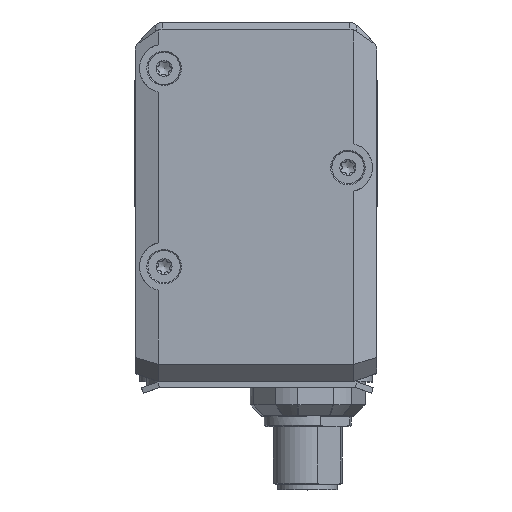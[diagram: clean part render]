
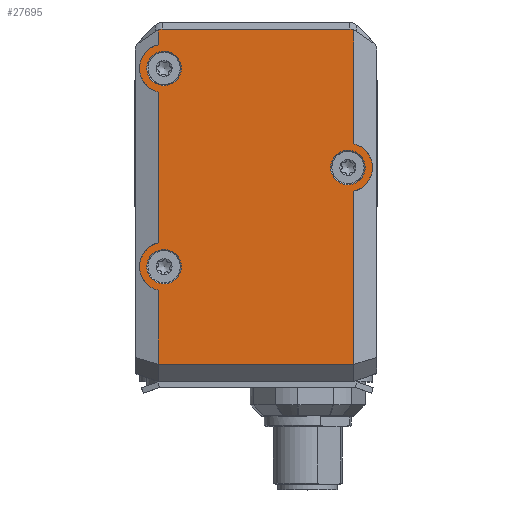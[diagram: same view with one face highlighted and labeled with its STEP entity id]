
A CAD part, top view. The second image highlights one B-rep face of the part: STEP entity #27695.
In plain terms, the highlighted planar face has unit normal (0, 0, 1).
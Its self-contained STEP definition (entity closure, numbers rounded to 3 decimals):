
#32=ELLIPSE('',#29004,2.309,2.);
#40=ELLIPSE('',#29019,2.309,2.);
#699=CIRCLE('',#29070,4.25);
#700=CIRCLE('',#29072,4.25);
#701=CIRCLE('',#29074,4.25);
#714=CIRCLE('',#29091,3.);
#715=CIRCLE('',#29092,3.);
#716=CIRCLE('',#29093,3.);
#1161=FACE_BOUND('',#4453,.T.);
#1162=FACE_BOUND('',#4454,.T.);
#1163=FACE_BOUND('',#4455,.T.);
#1659=PLANE('',#29090);
#2894=FACE_OUTER_BOUND('',#4452,.T.);
#4452=EDGE_LOOP('',(#22384,#22385,#22386,#22387,#22388,#22389,#22390,#22391,
#22392,#22393,#22394,#22395));
#4453=EDGE_LOOP('',(#22396));
#4454=EDGE_LOOP('',(#22397));
#4455=EDGE_LOOP('',(#22398));
#6577=LINE('',#47885,#8734);
#6607=LINE('',#47971,#8764);
#6610=LINE('',#47996,#8767);
#6612=LINE('',#48000,#8769);
#6634=LINE('',#48106,#8791);
#6635=LINE('',#48108,#8792);
#6636=LINE('',#48111,#8793);
#8734=VECTOR('',#33193,10.);
#8764=VECTOR('',#33263,10.);
#8767=VECTOR('',#33286,10.);
#8769=VECTOR('',#33290,10.);
#8791=VECTOR('',#33396,10.);
#8792=VECTOR('',#33397,10.);
#8793=VECTOR('',#33400,10.);
#12196=VERTEX_POINT('',#47881);
#12198=VERTEX_POINT('',#47884);
#12217=VERTEX_POINT('',#47931);
#12218=VERTEX_POINT('',#47933);
#12228=VERTEX_POINT('',#47968);
#12230=VERTEX_POINT('',#47983);
#12233=VERTEX_POINT('',#47993);
#12234=VERTEX_POINT('',#47994);
#12264=VERTEX_POINT('',#48103);
#12265=VERTEX_POINT('',#48104);
#12266=VERTEX_POINT('',#48107);
#12267=VERTEX_POINT('',#48109);
#12280=VERTEX_POINT('',#48149);
#12281=VERTEX_POINT('',#48151);
#12282=VERTEX_POINT('',#48153);
#15682=EDGE_CURVE('',#12196,#12198,#6577,.T.);
#15705=EDGE_CURVE('',#12217,#12218,#32,.T.);
#15722=EDGE_CURVE('',#12218,#12228,#6607,.T.);
#15726=EDGE_CURVE('',#12228,#12230,#40,.T.);
#15732=EDGE_CURVE('',#12234,#12196,#6610,.T.);
#15735=EDGE_CURVE('',#12230,#12233,#6612,.T.);
#15783=EDGE_CURVE('',#12265,#12217,#6634,.T.);
#15784=EDGE_CURVE('',#12198,#12266,#6635,.T.);
#15786=EDGE_CURVE('',#12267,#12264,#6636,.T.);
#15787=EDGE_CURVE('',#12233,#12234,#699,.T.);
#15788=EDGE_CURVE('',#12266,#12267,#700,.T.);
#15789=EDGE_CURVE('',#12264,#12265,#701,.T.);
#15805=EDGE_CURVE('',#12280,#12280,#714,.T.);
#15806=EDGE_CURVE('',#12281,#12281,#715,.T.);
#15807=EDGE_CURVE('',#12282,#12282,#716,.T.);
#22384=ORIENTED_EDGE('',*,*,#15786,.F.);
#22385=ORIENTED_EDGE('',*,*,#15788,.F.);
#22386=ORIENTED_EDGE('',*,*,#15784,.F.);
#22387=ORIENTED_EDGE('',*,*,#15682,.F.);
#22388=ORIENTED_EDGE('',*,*,#15732,.F.);
#22389=ORIENTED_EDGE('',*,*,#15787,.F.);
#22390=ORIENTED_EDGE('',*,*,#15735,.F.);
#22391=ORIENTED_EDGE('',*,*,#15726,.F.);
#22392=ORIENTED_EDGE('',*,*,#15722,.F.);
#22393=ORIENTED_EDGE('',*,*,#15705,.F.);
#22394=ORIENTED_EDGE('',*,*,#15783,.F.);
#22395=ORIENTED_EDGE('',*,*,#15789,.F.);
#22396=ORIENTED_EDGE('',*,*,#15805,.T.);
#22397=ORIENTED_EDGE('',*,*,#15806,.T.);
#22398=ORIENTED_EDGE('',*,*,#15807,.T.);
#27695=ADVANCED_FACE('',(#2894,#1161,#1162,#1163),#1659,.T.);
#29004=AXIS2_PLACEMENT_3D('',#47934,#33231,#33232);
#29019=AXIS2_PLACEMENT_3D('',#47984,#33272,#33273);
#29070=AXIS2_PLACEMENT_3D('',#48113,#33403,#33404);
#29072=AXIS2_PLACEMENT_3D('',#48115,#33407,#33408);
#29074=AXIS2_PLACEMENT_3D('',#48117,#33411,#33412);
#29090=AXIS2_PLACEMENT_3D('',#48148,#33446,#33447);
#29091=AXIS2_PLACEMENT_3D('',#48150,#33448,#33449);
#29092=AXIS2_PLACEMENT_3D('',#48152,#33450,#33451);
#29093=AXIS2_PLACEMENT_3D('',#48154,#33452,#33453);
#33193=DIRECTION('',(-1.,0.,0.));
#33231=DIRECTION('center_axis',(0.,0.,
-1.));
#33232=DIRECTION('ref_axis',(0.,1.,0.));
#33263=DIRECTION('',(1.,0.,0.));
#33272=DIRECTION('center_axis',(0.,0.,
-1.));
#33273=DIRECTION('ref_axis',(0.,1.,0.));
#33286=DIRECTION('',(0.,-1.,0.));
#33290=DIRECTION('',(0.,-1.,0.));
#33396=DIRECTION('',(0.,1.,0.));
#33397=DIRECTION('',(0.,1.,0.));
#33400=DIRECTION('',(0.,1.,0.));
#33403=DIRECTION('center_axis',(0.,0.,
-1.));
#33404=DIRECTION('ref_axis',(0.,1.,0.));
#33407=DIRECTION('center_axis',(0.,0.,
-1.));
#33408=DIRECTION('ref_axis',(0.,1.,0.));
#33411=DIRECTION('center_axis',(0.,0.,
-1.));
#33412=DIRECTION('ref_axis',(0.,1.,0.));
#33446=DIRECTION('center_axis',(0.,0.,
1.));
#33447=DIRECTION('ref_axis',(-1.,0.,0.));
#33448=DIRECTION('center_axis',(0.,0.,
-1.));
#33449=DIRECTION('ref_axis',(0.,1.,0.));
#33450=DIRECTION('center_axis',(0.,0.,
-1.));
#33451=DIRECTION('ref_axis',(0.,1.,0.));
#33452=DIRECTION('center_axis',(0.,0.,
-1.));
#33453=DIRECTION('ref_axis',(0.,1.,0.));
#47881=CARTESIAN_POINT('',(17.,-38.5,89.));
#47884=CARTESIAN_POINT('',(-17.,-38.5,89.));
#47885=CARTESIAN_POINT('',(21.,-38.5,89.));
#47931=CARTESIAN_POINT('',(-17.,19.699,89.));
#47933=CARTESIAN_POINT('',(-16.3,19.845,89.));
#47934=CARTESIAN_POINT('Origin',(-16.3,17.536,89.));
#47968=CARTESIAN_POINT('',(16.3,19.845,89.));
#47971=CARTESIAN_POINT('',(21.,19.845,89.));
#47983=CARTESIAN_POINT('',(17.,19.699,89.));
#47984=CARTESIAN_POINT('Origin',(16.3,17.536,89.));
#47993=CARTESIAN_POINT('',(17.,-0.119,89.));
#47994=CARTESIAN_POINT('',(17.,-8.381,89.));
#47996=CARTESIAN_POINT('',(17.,-30.916,89.));
#48000=CARTESIAN_POINT('',(17.,-30.916,89.));
#48103=CARTESIAN_POINT('',(-17.,8.869,89.));
#48104=CARTESIAN_POINT('',(-17.,17.131,89.));
#48106=CARTESIAN_POINT('',(-17.,-30.916,89.));
#48107=CARTESIAN_POINT('',(-17.,-25.631,89.));
#48108=CARTESIAN_POINT('',(-17.,-30.916,89.));
#48109=CARTESIAN_POINT('',(-17.,-17.369,89.));
#48111=CARTESIAN_POINT('',(-17.,-30.916,89.));
#48113=CARTESIAN_POINT('Origin',(16.,-4.25,89.));
#48115=CARTESIAN_POINT('Origin',(-16.,-21.5,89.));
#48117=CARTESIAN_POINT('Origin',(-16.,13.,89.));
#48148=CARTESIAN_POINT('Origin',(-16.,13.,89.));
#48149=CARTESIAN_POINT('',(16.,-7.25,89.));
#48150=CARTESIAN_POINT('Origin',(16.,-4.25,89.));
#48151=CARTESIAN_POINT('',(-16.,-24.5,89.));
#48152=CARTESIAN_POINT('Origin',(-16.,-21.5,89.));
#48153=CARTESIAN_POINT('',(-16.,10.,89.));
#48154=CARTESIAN_POINT('Origin',(-16.,13.,89.));
